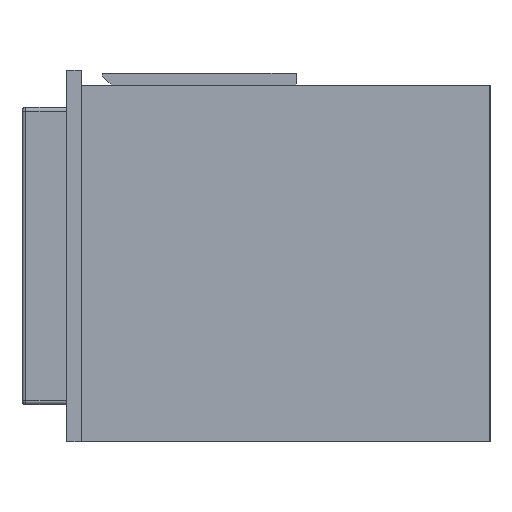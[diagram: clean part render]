
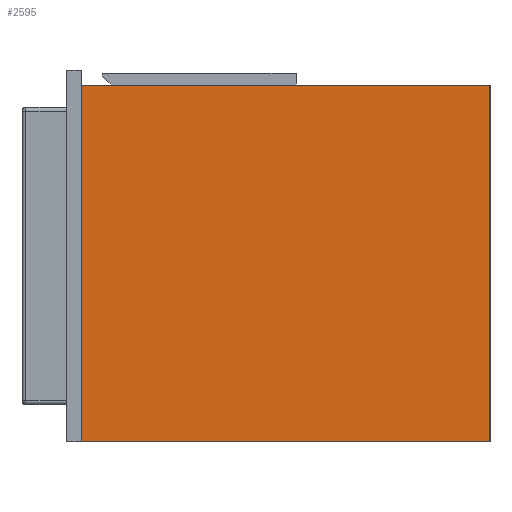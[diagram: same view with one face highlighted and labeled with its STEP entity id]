
A CAD part, left-side view. The second image highlights one B-rep face of the part: STEP entity #2595.
In plain terms, the highlighted planar face has unit normal (-1, 0, 0).
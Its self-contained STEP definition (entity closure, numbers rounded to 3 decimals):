
#241 = DIRECTION ( 'NONE',  ( 0., 0., -1. ) ) ;
#280 = CARTESIAN_POINT ( 'NONE',  ( -594., -275., 480. ) ) ;
#368 = VECTOR ( 'NONE', #5736, 1000. ) ;
#535 = ORIENTED_EDGE ( 'NONE', *, *, #2077, .T. ) ;
#674 = CARTESIAN_POINT ( 'NONE',  ( -594., 275., 480. ) ) ;
#692 = EDGE_CURVE ( 'NONE', #4238, #4556, #2388, .T. ) ;
#700 = ORIENTED_EDGE ( 'NONE', *, *, #5035, .F. ) ;
#1043 = AXIS2_PLACEMENT_3D ( 'NONE', #4966, #2354, #1953 ) ;
#1209 = LINE ( 'NONE', #3759, #1271 ) ;
#1271 = VECTOR ( 'NONE', #3328, 1000. ) ;
#1356 = CARTESIAN_POINT ( 'NONE',  ( -594., 275., 480. ) ) ;
#1576 = ORIENTED_EDGE ( 'NONE', *, *, #4764, .F. ) ;
#1710 = VECTOR ( 'NONE', #2284, 1000. ) ;
#1847 = PLANE ( 'NONE',  #1043 ) ;
#1953 = DIRECTION ( 'NONE',  ( 0., -1., 0. ) ) ;
#2077 = EDGE_CURVE ( 'NONE', #4556, #2363, #3875, .T. ) ;
#2284 = DIRECTION ( 'NONE',  ( 0., 0., -1. ) ) ;
#2354 = DIRECTION ( 'NONE',  ( -1., 0., 0. ) ) ;
#2363 = VERTEX_POINT ( 'NONE', #5379 ) ;
#2388 = LINE ( 'NONE', #1356, #368 ) ;
#2578 = CARTESIAN_POINT ( 'NONE',  ( -594., -275., 480. ) ) ;
#2595 = ADVANCED_FACE ( 'NONE', ( #4827 ), #1847, .T. ) ;
#2686 = CARTESIAN_POINT ( 'NONE',  ( -594., 275., 480. ) ) ;
#2708 = EDGE_LOOP ( 'NONE', ( #700, #1576, #5565, #535 ) ) ;
#2991 = VERTEX_POINT ( 'NONE', #5332 ) ;
#3328 = DIRECTION ( 'NONE',  ( 0., 1., 0. ) ) ;
#3363 = LINE ( 'NONE', #280, #4958 ) ;
#3759 = CARTESIAN_POINT ( 'NONE',  ( -594., 275., 0. ) ) ;
#3875 = LINE ( 'NONE', #2686, #1710 ) ;
#4238 = VERTEX_POINT ( 'NONE', #2578 ) ;
#4556 = VERTEX_POINT ( 'NONE', #674 ) ;
#4764 = EDGE_CURVE ( 'NONE', #4238, #2991, #3363, .T. ) ;
#4827 = FACE_OUTER_BOUND ( 'NONE', #2708, .T. ) ;
#4958 = VECTOR ( 'NONE', #241, 1000. ) ;
#4966 = CARTESIAN_POINT ( 'NONE',  ( -594., 275., 480. ) ) ;
#5035 = EDGE_CURVE ( 'NONE', #2991, #2363, #1209, .T. ) ;
#5332 = CARTESIAN_POINT ( 'NONE',  ( -594., -275., 0. ) ) ;
#5379 = CARTESIAN_POINT ( 'NONE',  ( -594., 275., 0. ) ) ;
#5565 = ORIENTED_EDGE ( 'NONE', *, *, #692, .T. ) ;
#5736 = DIRECTION ( 'NONE',  ( 0., 1., 0. ) ) ;
